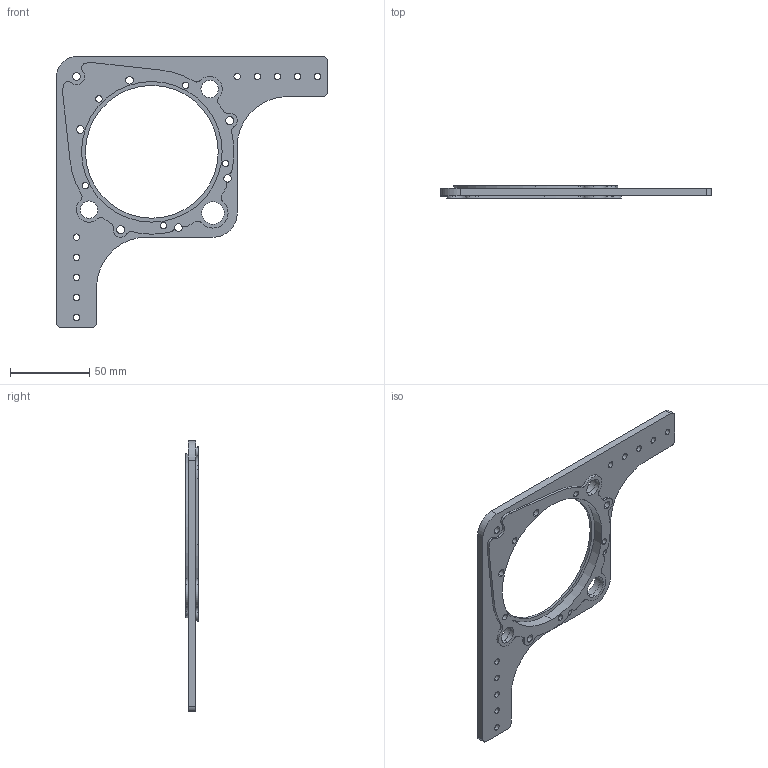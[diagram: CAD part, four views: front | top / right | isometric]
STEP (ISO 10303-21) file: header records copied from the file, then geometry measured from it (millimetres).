
FILE_DESCRIPTION (( 'STEP AP214' ), '1' );
FILE_NAME ('WCP-1501.STEP', '2023-12-18T23:37:55', ( '' ), ( '' ), 'SwSTEP 2.0', 'SolidWorks 2022', '' );
FILE_SCHEMA (( 'AUTOMOTIVE_DESIGN' ));
Length unit declared in the file: inch
Products named in the file (1): WCP-1501
Bounding box: 171.45 x 8 x 171.45 mm (x, y, z)
Volume: 54056.4 mm3; surface area: 29488.9 mm2
Topology: 1 solids, 1 shells, 161 faces, 471 edges, 314 vertices
Faces by surface type: cylinder 143, plane 18
Entity records: 6157 total; most frequent: DIRECTION 1089, CARTESIAN_POINT 947, ORIENTED_EDGE 942, EDGE_CURVE 471, AXIS2_PLACEMENT_3D 456, VERTEX_POINT 314, CIRCLE 294, EDGE_LOOP 215
